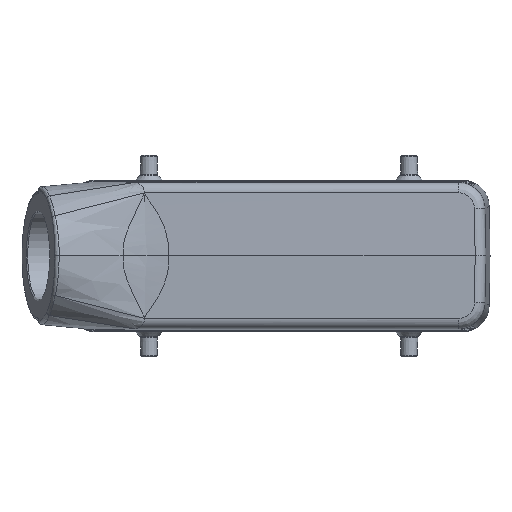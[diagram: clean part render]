
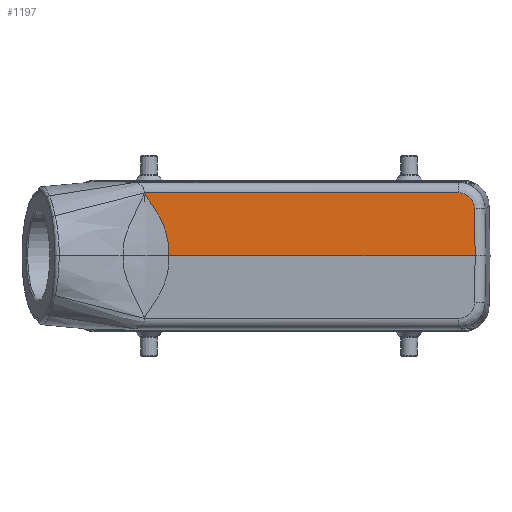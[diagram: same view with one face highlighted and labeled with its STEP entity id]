
A CAD part, top view. The second image highlights one B-rep face of the part: STEP entity #1197.
In plain terms, the highlighted planar face has unit normal (0, 0.018, 1).
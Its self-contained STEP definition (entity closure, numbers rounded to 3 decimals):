
#871=FACE_OUTER_BOUND('',#1957,.T.);
#1197=ADVANCED_FACE('',(#871),#1559,.F.);
#1559=PLANE('',#9622);
#1957=EDGE_LOOP('',(#2608,#2609,#2610,#2611,#2612));
#2361=ELLIPSE('',#9621,4.504,4.5);
#2608=ORIENTED_EDGE('',*,*,#4812,.T.);
#2609=ORIENTED_EDGE('',*,*,#4813,.T.);
#2610=ORIENTED_EDGE('',*,*,#4814,.F.);
#2611=ORIENTED_EDGE('',*,*,#4815,.T.);
#2612=ORIENTED_EDGE('',*,*,#4816,.T.);
#4280=VERTEX_POINT('',#13827);
#4281=VERTEX_POINT('',#13828);
#4282=VERTEX_POINT('',#13915);
#4283=VERTEX_POINT('',#13917);
#4284=VERTEX_POINT('',#13919);
#4812=EDGE_CURVE('',#4280,#4281,#7536,.T.);
#4813=EDGE_CURVE('',#4281,#4282,#5874,.T.);
#4814=EDGE_CURVE('',#4283,#4282,#7537,.T.);
#4815=EDGE_CURVE('',#4283,#4284,#7538,.T.);
#4816=EDGE_CURVE('',#4284,#4280,#2361,.T.);
#5874=B_SPLINE_CURVE_WITH_KNOTS('',3,(#13829,#13830,#13831,#13832,#13833,
#13834,#13835,#13836,#13837,#13838,#13839,#13840,#13841,#13842,#13843,#13844,
#13845,#13846,#13847,#13848,#13849,#13850,#13851,#13852,#13853,#13854,#13855,
#13856,#13857,#13858,#13859,#13860,#13861,#13862,#13863,#13864,#13865,#13866,
#13867,#13868,#13869,#13870,#13871,#13872,#13873,#13874,#13875,#13876,#13877,
#13878,#13879,#13880,#13881,#13882,#13883,#13884,#13885,#13886,#13887,#13888,
#13889,#13890,#13891,#13892,#13893,#13894,#13895,#13896,#13897,#13898,#13899,
#13900,#13901,#13902,#13903,#13904,#13905,#13906,#13907,#13908,#13909,#13910,
#13911,#13912,#13913,#13914),.UNSPECIFIED.,.F.,.F.,(4,2,2,2,2,1,1,1,1,2,
2,1,1,2,2,2,2,1,1,2,2,1,1,2,2,2,1,1,2,2,1,1,2,2,2,2,2,1,1,1,2,2,2,2,1,1,
2,2,1,1,1,2,2,4),(0.,0.031,0.047,0.063,
0.078,0.094,0.109,0.117,
0.121,0.123,0.125,0.141,
0.148,0.152,0.156,0.172,
0.188,0.203,0.211,0.215,
0.219,0.234,0.242,0.246,0.25,
0.313,0.344,0.359,0.367,
0.375,0.391,0.398,0.402,
0.406,0.422,0.438,0.5,
0.531,0.547,0.555,0.559,
0.563,0.594,0.625,0.688,
0.719,0.734,0.75,0.813,
0.844,0.859,0.867,0.875,
1.),.UNSPECIFIED.);
#7536=LINE('',#13826,#8103);
#7537=LINE('',#13916,#8104);
#7538=LINE('',#13918,#8105);
#8103=VECTOR('',#10426,1.);
#8104=VECTOR('',#10427,1.);
#8105=VECTOR('',#10428,1.);
#9621=AXIS2_PLACEMENT_3D('',#13920,#10429,#10430);
#9622=AXIS2_PLACEMENT_3D('',#13921,#10431,#10432);
#10426=DIRECTION('',(-1.,0.,0.));
#10427=DIRECTION('',(-1.,0.,0.));
#10428=DIRECTION('',(-0.017,1.,-0.017));
#10429=DIRECTION('',(0.,0.017,1.));
#10430=DIRECTION('',(0.622,0.783,-0.014));
#10431=DIRECTION('',(0.,-0.017,-1.));
#10432=DIRECTION('',(0.,-1.,0.017));
#13826=CARTESIAN_POINT('',(0.,17.852,53.038));
#13827=CARTESIAN_POINT('',(51.056,17.852,53.038));
#13828=CARTESIAN_POINT('',(-38.231,17.847,53.041));
#13829=CARTESIAN_POINT('',(-38.162,17.852,53.038));
#13830=CARTESIAN_POINT('',(-38.156,17.676,53.041));
#13831=CARTESIAN_POINT('',(-38.106,17.49,53.045));
#13832=CARTESIAN_POINT('',(-37.969,17.2,53.05));
#13833=CARTESIAN_POINT('',(-37.933,17.139,53.051));
#13834=CARTESIAN_POINT('',(-37.832,16.974,53.054));
#13835=CARTESIAN_POINT('',(-37.77,16.88,53.055));
#13836=CARTESIAN_POINT('',(-37.622,16.667,53.059));
#13837=CARTESIAN_POINT('',(-37.539,16.553,53.061));
#13838=CARTESIAN_POINT('',(-37.409,16.37,53.064));
#13839=CARTESIAN_POINT('',(-37.28,16.187,53.067));
#13840=CARTESIAN_POINT('',(-37.123,15.955,53.072));
#13841=CARTESIAN_POINT('',(-37.014,15.791,53.074));
#13842=CARTESIAN_POINT('',(-36.96,15.709,53.076));
#13843=CARTESIAN_POINT('',(-36.937,15.674,53.076));
#13844=CARTESIAN_POINT('',(-36.922,15.651,53.077));
#13845=CARTESIAN_POINT('',(-36.907,15.627,53.077));
#13846=CARTESIAN_POINT('',(-36.905,15.625,53.077));
#13847=CARTESIAN_POINT('',(-36.853,15.555,53.078));
#13848=CARTESIAN_POINT('',(-36.702,15.353,53.082));
#13849=CARTESIAN_POINT('',(-36.619,15.241,53.084));
#13850=CARTESIAN_POINT('',(-36.559,15.161,53.085));
#13851=CARTESIAN_POINT('',(-36.513,15.101,53.086));
#13852=CARTESIAN_POINT('',(-36.409,14.961,53.089));
#13853=CARTESIAN_POINT('',(-36.335,14.859,53.091));
#13854=CARTESIAN_POINT('',(-36.205,14.674,53.094));
#13855=CARTESIAN_POINT('',(-36.16,14.608,53.095));
#13856=CARTESIAN_POINT('',(-36.046,14.427,53.098));
#13857=CARTESIAN_POINT('',(-35.962,14.289,53.101));
#13858=CARTESIAN_POINT('',(-35.869,14.126,53.103));
#13859=CARTESIAN_POINT('',(-35.83,14.056,53.105));
#13860=CARTESIAN_POINT('',(-35.805,14.009,53.105));
#13861=CARTESIAN_POINT('',(-35.785,13.971,53.106));
#13862=CARTESIAN_POINT('',(-35.758,13.922,53.107));
#13863=CARTESIAN_POINT('',(-35.699,13.823,53.109));
#13864=CARTESIAN_POINT('',(-35.582,13.638,53.112));
#13865=CARTESIAN_POINT('',(-35.522,13.543,53.114));
#13866=CARTESIAN_POINT('',(-35.479,13.477,53.115));
#13867=CARTESIAN_POINT('',(-35.448,13.429,53.116));
#13868=CARTESIAN_POINT('',(-35.192,13.033,53.123));
#13869=CARTESIAN_POINT('',(-34.948,12.664,53.129));
#13870=CARTESIAN_POINT('',(-34.572,12.11,53.139));
#13871=CARTESIAN_POINT('',(-34.394,11.833,53.143));
#13872=CARTESIAN_POINT('',(-34.204,11.508,53.149));
#13873=CARTESIAN_POINT('',(-34.127,11.369,53.152));
#13874=CARTESIAN_POINT('',(-34.076,11.276,53.153));
#13875=CARTESIAN_POINT('',(-34.043,11.214,53.154));
#13876=CARTESIAN_POINT('',(-33.994,11.121,53.156));
#13877=CARTESIAN_POINT('',(-33.936,11.005,53.158));
#13878=CARTESIAN_POINT('',(-33.853,10.829,53.161));
#13879=CARTESIAN_POINT('',(-33.814,10.745,53.162));
#13880=CARTESIAN_POINT('',(-33.787,10.687,53.163));
#13881=CARTESIAN_POINT('',(-33.769,10.646,53.164));
#13882=CARTESIAN_POINT('',(-33.724,10.547,53.166));
#13883=CARTESIAN_POINT('',(-33.684,10.461,53.167));
#13884=CARTESIAN_POINT('',(-33.597,10.276,53.171));
#13885=CARTESIAN_POINT('',(-33.543,10.162,53.173));
#13886=CARTESIAN_POINT('',(-33.319,9.698,53.181));
#13887=CARTESIAN_POINT('',(-33.142,9.329,53.187));
#13888=CARTESIAN_POINT('',(-32.871,8.768,53.197));
#13889=CARTESIAN_POINT('',(-32.745,8.489,53.202));
#13890=CARTESIAN_POINT('',(-32.613,8.164,53.207));
#13891=CARTESIAN_POINT('',(-32.55,8.002,53.21));
#13892=CARTESIAN_POINT('',(-32.524,7.932,53.212));
#13893=CARTESIAN_POINT('',(-32.507,7.886,53.212));
#13894=CARTESIAN_POINT('',(-32.495,7.852,53.213));
#13895=CARTESIAN_POINT('',(-32.457,7.746,53.215));
#13896=CARTESIAN_POINT('',(-32.412,7.607,53.217));
#13897=CARTESIAN_POINT('',(-32.301,7.234,53.224));
#13898=CARTESIAN_POINT('',(-32.232,6.988,53.228));
#13899=CARTESIAN_POINT('',(-32.012,6.191,53.242));
#13900=CARTESIAN_POINT('',(-31.833,5.513,53.254));
#13901=CARTESIAN_POINT('',(-31.693,4.93,53.264));
#13902=CARTESIAN_POINT('',(-31.648,4.725,53.268));
#13903=CARTESIAN_POINT('',(-31.621,4.598,53.27));
#13904=CARTESIAN_POINT('',(-31.612,4.553,53.271));
#13905=CARTESIAN_POINT('',(-31.55,4.221,53.276));
#13906=CARTESIAN_POINT('',(-31.483,3.742,53.285));
#13907=CARTESIAN_POINT('',(-31.42,3.04,53.297));
#13908=CARTESIAN_POINT('',(-31.392,2.655,53.304));
#13909=CARTESIAN_POINT('',(-31.381,2.481,53.307));
#13910=CARTESIAN_POINT('',(-31.374,2.364,53.309));
#13911=CARTESIAN_POINT('',(-31.369,2.293,53.31));
#13912=CARTESIAN_POINT('',(-31.322,1.476,53.324));
#13913=CARTESIAN_POINT('',(-31.314,0.728,53.337));
#13914=CARTESIAN_POINT('',(-31.343,0.,53.35));
#13915=CARTESIAN_POINT('',(-31.343,0.,53.35));
#13916=CARTESIAN_POINT('',(0.,0.,53.35));
#13917=CARTESIAN_POINT('',(55.782,0.,53.35));
#13918=CARTESIAN_POINT('',(55.555,13.337,53.117));
#13919=CARTESIAN_POINT('',(55.554,13.431,53.116));
#13920=CARTESIAN_POINT('',(51.053,13.35,53.117));
#13921=CARTESIAN_POINT('',(0.,0.,53.35));
